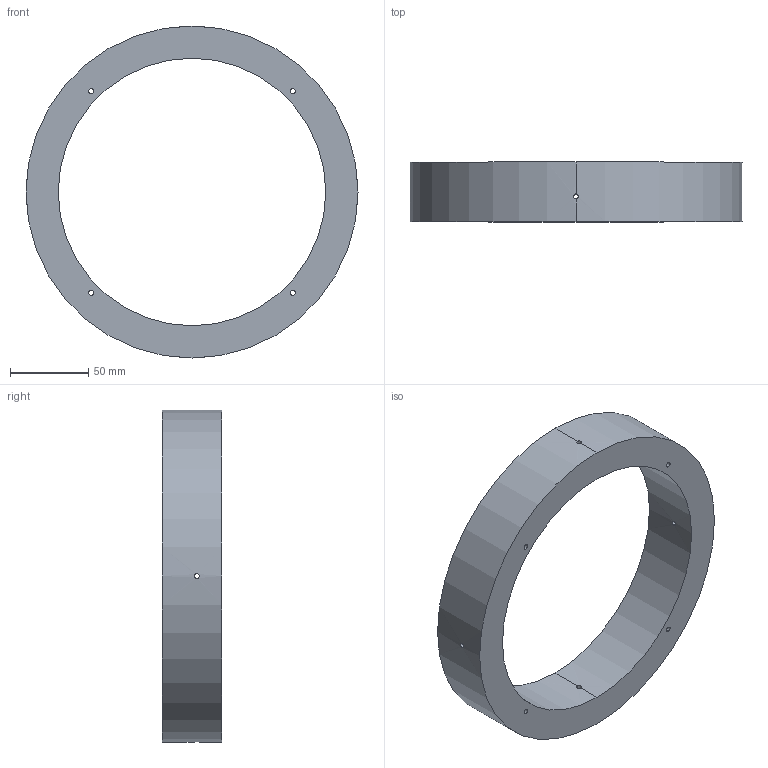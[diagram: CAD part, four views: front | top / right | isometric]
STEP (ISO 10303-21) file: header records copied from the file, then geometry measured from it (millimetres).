
FILE_DESCRIPTION (( 'STEP AP214' ), '1' );
FILE_NAME ('turn_table_topB.STEP', '2025-04-04T01:38:48', ( '' ), ( '' ), 'SwSTEP 2.0', 'SolidWorks 2025', '' );
FILE_SCHEMA (( 'AUTOMOTIVE_DESIGN' ));
Length unit declared in the file: millimetre
Products named in the file (1): turn_table_topB
Bounding box: 212 x 38 x 212 mm (x, y, z)
Volume: 387224 mm3; surface area: 118694.3 mm2
Topology: 1 solids, 1 shells, 72 faces, 204 edges, 136 vertices
Faces by surface type: cylinder 40, plane 32
Entity records: 3131 total; most frequent: CARTESIAN_POINT 1229, ORIENTED_EDGE 408, DIRECTION 350, EDGE_CURVE 204, VERTEX_POINT 136, AXIS2_PLACEMENT_3D 121, LINE 108, VECTOR 108
